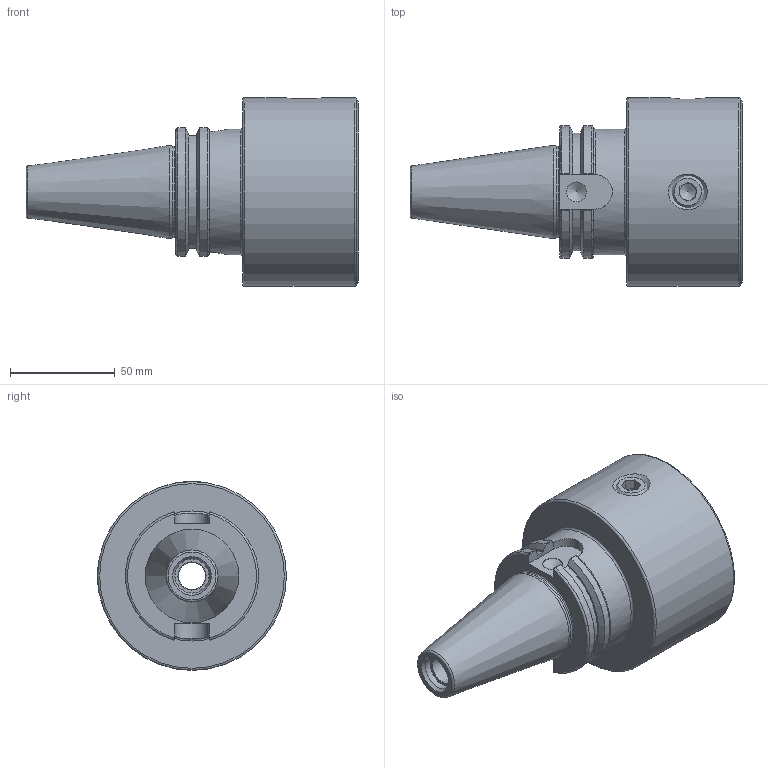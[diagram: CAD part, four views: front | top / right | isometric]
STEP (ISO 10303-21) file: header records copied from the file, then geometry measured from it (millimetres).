
FILE_DESCRIPTION(/* description */ (''),/* implementation_level */ '2;1');
FILE_NAME(/* name */ 'CAT40-S46-90.stp',/* time_stamp */ '2023-02-14T16:35:47+09:00',/* author */ ('YSH'),/* organization */ (''),/* preprocessor_version */ 'ST-DEVELOPER v18.1',/* originating_system */ 'Autodesk Inventor 2022',/* authorisation */ '');
FILE_SCHEMA (('AUTOMOTIVE_DESIGN { 1 0 10303 214 3 1 1 }'));
Length unit declared in the file: millimetre
Products named in the file (3): CAT40-S46-90; CAT40-S46-90_1; M10x1.0x16.5L
Assembly tree (3 placements, depth 2):
  CAT40-S46-90
    CAT40-S46-90_1
    M10x1.0x16.5L  x2
Bounding box: 158.25 x 90 x 90 mm (x, y, z)
Volume: 406225.2 mm3; surface area: 59179.3 mm2
Topology: 3 solids, 3 shells, 114 faces, 277 edges, 176 vertices
Faces by surface type: plane 56, cylinder 24, cone 20, torus 14
Full cylindrical faces by diameter (mm): 8 x2, 8.5 x1, 9.525 x1, 13 x1, 13.386 x1, 14.376 x2, 16 x2, 16.3 x1, 43.6 x1, 46 x1, 47.2 x1, 60 x1, 90 x1
Entity records: 3117 total; most frequent: CARTESIAN_POINT 801, DIRECTION 465, ORIENTED_EDGE 458, EDGE_CURVE 229, AXIS2_PLACEMENT_3D 183, VERTEX_POINT 149, EDGE_LOOP 110, LINE 99
